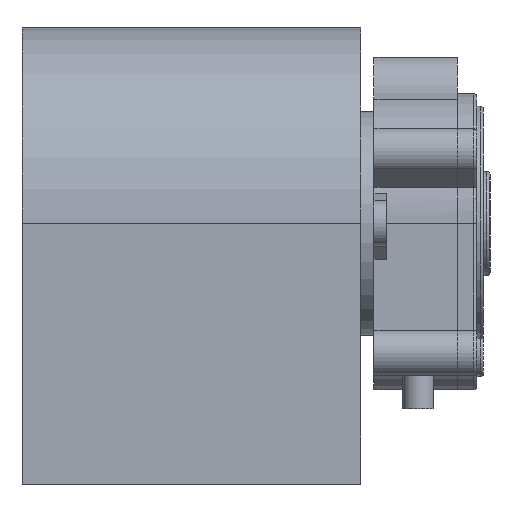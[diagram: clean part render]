
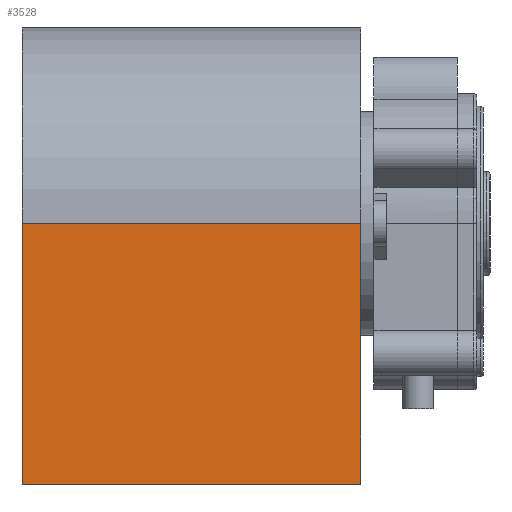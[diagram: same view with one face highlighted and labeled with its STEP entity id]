
A CAD part, left-side view. The second image highlights one B-rep face of the part: STEP entity #3528.
In plain terms, the highlighted planar face has unit normal (-1, 0, 0).
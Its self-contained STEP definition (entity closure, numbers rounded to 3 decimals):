
#152=PLANE('',#3833);
#274=FACE_OUTER_BOUND('',#477,.T.);
#477=EDGE_LOOP('',(#2485,#2486,#2487,#2488));
#713=LINE('',#5364,#1043);
#726=LINE('',#5429,#1056);
#727=LINE('',#5432,#1057);
#728=LINE('',#5433,#1058);
#1043=VECTOR('',#4242,10.);
#1056=VECTOR('',#4317,10.);
#1057=VECTOR('',#4320,10.);
#1058=VECTOR('',#4321,10.);
#1547=VERTEX_POINT('',#5361);
#1548=VERTEX_POINT('',#5363);
#1569=VERTEX_POINT('',#5427);
#1570=VERTEX_POINT('',#5431);
#1896=EDGE_CURVE('',#1547,#1548,#713,.T.);
#1929=EDGE_CURVE('',#1569,#1548,#726,.T.);
#1930=EDGE_CURVE('',#1569,#1570,#727,.T.);
#1931=EDGE_CURVE('',#1570,#1547,#728,.T.);
#2485=ORIENTED_EDGE('',*,*,#1930,.F.);
#2486=ORIENTED_EDGE('',*,*,#1929,.T.);
#2487=ORIENTED_EDGE('',*,*,#1896,.F.);
#2488=ORIENTED_EDGE('',*,*,#1931,.F.);
#3528=ADVANCED_FACE('',(#274),#152,.T.);
#3833=AXIS2_PLACEMENT_3D('',#5430,#4318,#4319);
#4242=DIRECTION('',(0.,0.,1.));
#4317=DIRECTION('',(0.,1.,0.));
#4318=DIRECTION('center_axis',(-1.,0.,0.));
#4319=DIRECTION('ref_axis',(0.,0.,1.));
#4320=DIRECTION('',(0.,0.,-1.));
#4321=DIRECTION('',(0.,1.,0.));
#5361=CARTESIAN_POINT('',(-90.,52.,-40.));
#5363=CARTESIAN_POINT('',(-90.,52.,0.));
#5364=CARTESIAN_POINT('',(-90.,52.,-40.));
#5427=CARTESIAN_POINT('',(-90.,0.,0.));
#5429=CARTESIAN_POINT('',(-90.,0.,0.));
#5430=CARTESIAN_POINT('Origin',(-90.,0.,-40.));
#5431=CARTESIAN_POINT('',(-90.,0.,-40.));
#5432=CARTESIAN_POINT('',(-90.,0.,0.));
#5433=CARTESIAN_POINT('',(-90.,0.,-40.));
